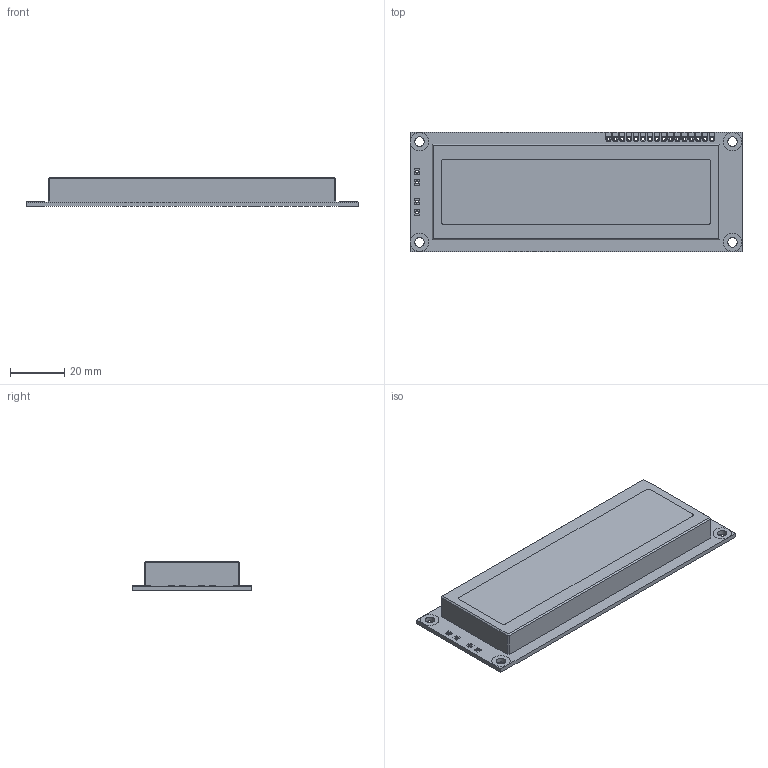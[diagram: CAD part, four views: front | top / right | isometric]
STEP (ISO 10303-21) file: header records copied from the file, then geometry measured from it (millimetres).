
FILE_DESCRIPTION(('FreeCAD Model'),'2;1');
FILE_NAME('Fusion034_sp.step','2017-07-01T18:36:34',('kicad StepUp'),('ksu MCAD'), 'Open CASCADE STEP processor 7.1','FreeCAD','Unknown');
FILE_SCHEMA(('AUTOMOTIVE_DESIGN { 1 0 10303 214 1 1 1 1 }'));
Length unit declared in the file: millimetre
Products named in the file (1): Fusion034_sp
Bounding box: 122 x 44 x 10.65 mm (x, y, z)
Volume: 42163.7 mm3; surface area: 14438.3 mm2
Topology: 25 solids, 25 shells, 232 faces, 484 edges, 304 vertices
Faces by surface type: plane 164, cylinder 68
Full cylindrical faces by diameter (mm): 1.1 x40, 3.5 x8, 6.76 x4
Entity records: 7915 total; most frequent: DIRECTION 1122, CARTESIAN_POINT 1021, ORIENTED_EDGE 968, EDGE_CURVE 484, AXIS2_PLACEMENT_3D 405, FACE_BOUND 330, EDGE_LOOP 330, LINE 312
